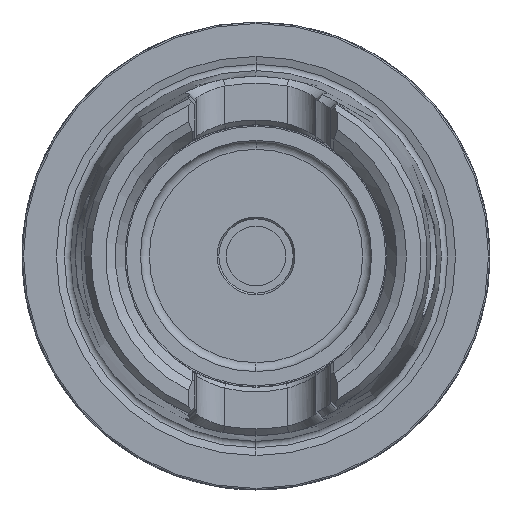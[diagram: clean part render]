
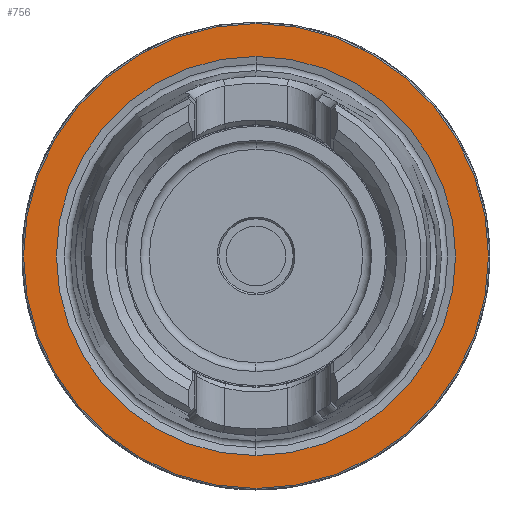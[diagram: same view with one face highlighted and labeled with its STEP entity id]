
A CAD part, left-side view. The second image highlights one B-rep face of the part: STEP entity #756.
In plain terms, the highlighted planar face has unit normal (-1, 0, 0).
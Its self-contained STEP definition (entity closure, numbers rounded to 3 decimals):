
#15 = FACE_BOUND ( 'NONE', #12155, .T. ) ;
#40 = PLANE ( 'NONE',  #11754 ) ;
#756 = ADVANCED_FACE ( 'NONE', ( #15, #8211 ), #40, .F. ) ;
#777 = DIRECTION ( 'NONE',  ( 0., 0., 1. ) ) ;
#1313 = AXIS2_PLACEMENT_3D ( 'NONE', #3520, #10735, #4563 ) ;
#2011 = EDGE_CURVE ( 'NONE', #4708, #10224, #2207, .T. ) ;
#2161 = CIRCLE ( 'NONE', #1313, 26.85 ) ;
#2207 = CIRCLE ( 'NONE', #3804, 31.275 ) ;
#2850 = AXIS2_PLACEMENT_3D ( 'NONE', #5588, #12766, #6633 ) ;
#2923 = CARTESIAN_POINT ( 'NONE',  ( 0., 0., 0. ) ) ;
#3520 = CARTESIAN_POINT ( 'NONE',  ( 0., 0., 0. ) ) ;
#3804 = AXIS2_PLACEMENT_3D ( 'NONE', #13067, #6946, #777 ) ;
#3973 = DIRECTION ( 'NONE',  ( 0., 0., 1. ) ) ;
#4563 = DIRECTION ( 'NONE',  ( 0., 0., 1. ) ) ;
#4585 = EDGE_LOOP ( 'NONE', ( #10705, #10644 ) ) ;
#4708 = VERTEX_POINT ( 'NONE', #12701 ) ;
#4846 = EDGE_CURVE ( 'NONE', #4903, #9366, #2161, .T. ) ;
#4903 = VERTEX_POINT ( 'NONE', #11867 ) ;
#5195 = DIRECTION ( 'NONE',  ( 1., 0., 0. ) ) ;
#5588 = CARTESIAN_POINT ( 'NONE',  ( 0., 0., 0. ) ) ;
#6633 = DIRECTION ( 'NONE',  ( 0., 0., 1. ) ) ;
#6657 = AXIS2_PLACEMENT_3D ( 'NONE', #2923, #10135, #3973 ) ;
#6946 = DIRECTION ( 'NONE',  ( -1., 0., 0. ) ) ;
#8211 = FACE_OUTER_BOUND ( 'NONE', #4585, .T. ) ;
#8253 = CARTESIAN_POINT ( 'NONE',  ( 0., 31.275, 0. ) ) ;
#9019 = CARTESIAN_POINT ( 'NONE',  ( 0., 0., 26.85 ) ) ;
#9366 = VERTEX_POINT ( 'NONE', #9019 ) ;
#9370 = EDGE_CURVE ( 'NONE', #9366, #4903, #12835, .T. ) ;
#10135 = DIRECTION ( 'NONE',  ( -1., 0., 0. ) ) ;
#10224 = VERTEX_POINT ( 'NONE', #12914 ) ;
#10644 = ORIENTED_EDGE ( 'NONE', *, *, #2011, .T. ) ;
#10666 = EDGE_CURVE ( 'NONE', #10224, #4708, #12641, .T. ) ;
#10705 = ORIENTED_EDGE ( 'NONE', *, *, #10666, .T. ) ;
#10735 = DIRECTION ( 'NONE',  ( -1., 0., 0. ) ) ;
#10878 = ORIENTED_EDGE ( 'NONE', *, *, #9370, .F. ) ;
#11754 = AXIS2_PLACEMENT_3D ( 'NONE', #8253, #5195, #12382 ) ;
#11867 = CARTESIAN_POINT ( 'NONE',  ( 0., 0., -26.85 ) ) ;
#11966 = ORIENTED_EDGE ( 'NONE', *, *, #4846, .F. ) ;
#12155 = EDGE_LOOP ( 'NONE', ( #10878, #11966 ) ) ;
#12382 = DIRECTION ( 'NONE',  ( 0., 0., -1. ) ) ;
#12641 = CIRCLE ( 'NONE', #2850, 31.275 ) ;
#12701 = CARTESIAN_POINT ( 'NONE',  ( 0., 0., -31.275 ) ) ;
#12766 = DIRECTION ( 'NONE',  ( -1., 0., 0. ) ) ;
#12835 = CIRCLE ( 'NONE', #6657, 26.85 ) ;
#12914 = CARTESIAN_POINT ( 'NONE',  ( 0., 0., 31.275 ) ) ;
#13067 = CARTESIAN_POINT ( 'NONE',  ( 0., 0., 0. ) ) ;
